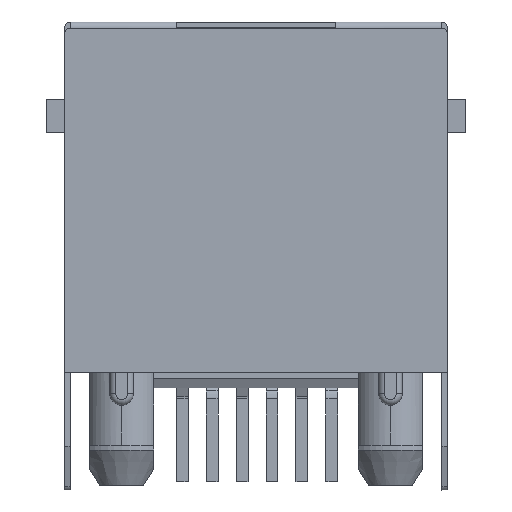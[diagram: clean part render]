
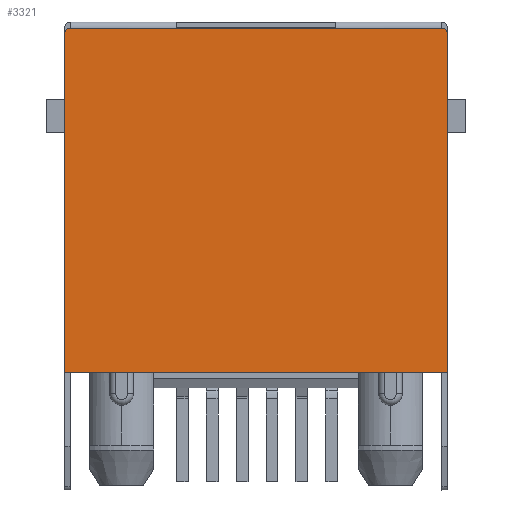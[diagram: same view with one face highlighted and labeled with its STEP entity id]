
A CAD part, front view. The second image highlights one B-rep face of the part: STEP entity #3321.
In plain terms, the highlighted planar face has unit normal (0, -1, 0).
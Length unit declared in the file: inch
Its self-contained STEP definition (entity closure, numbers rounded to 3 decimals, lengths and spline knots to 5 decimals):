
#583 = VERTEX_POINT ( 'NONE', #2373 ) ;
#1067 = AXIS2_PLACEMENT_3D ( 'NONE', #10463, #15279, #26436 ) ;
#2373 = CARTESIAN_POINT ( 'NONE',  ( 0.24745, -0.28984, 1.13701 ) ) ;
#2562 = DIRECTION ( 'NONE',  ( 0., 0., -1. ) ) ;
#2907 = VERTEX_POINT ( 'NONE', #21231 ) ;
#2934 = CARTESIAN_POINT ( 'NONE',  ( -0.39429, -0.28984, 1.13701 ) ) ;
#3297 = ORIENTED_EDGE ( 'NONE', *, *, #17007, .F. ) ;
#3321 = ADVANCED_FACE ( 'NONE', ( #24149 ), #26344, .F. ) ;
#3355 = VECTOR ( 'NONE', #5995, 39.37008 ) ;
#3769 = VECTOR ( 'NONE', #2562, 39.37008 ) ;
#3905 = CIRCLE ( 'NONE', #1067, 0.01024 ) ;
#3981 = ORIENTED_EDGE ( 'NONE', *, *, #18972, .T. ) ;
#4128 = CARTESIAN_POINT ( 'NONE',  ( -0.38405, -0.28984, 1.14724 ) ) ;
#4530 = CARTESIAN_POINT ( 'NONE',  ( -0.38405, -0.28984, 1.13701 ) ) ;
#4895 = VECTOR ( 'NONE', #9983, 39.37008 ) ;
#4968 = AXIS2_PLACEMENT_3D ( 'NONE', #4530, #20198, #8789 ) ;
#4969 = VERTEX_POINT ( 'NONE', #26159 ) ;
#5995 = DIRECTION ( 'NONE',  ( -1., 0., 0. ) ) ;
#6501 = VERTEX_POINT ( 'NONE', #4128 ) ;
#7132 = DIRECTION ( 'NONE',  ( -1., 0., 0. ) ) ;
#7219 = CARTESIAN_POINT ( 'NONE',  ( 0.24745, -0.28984, 1.15748 ) ) ;
#7364 = LINE ( 'NONE', #7219, #3769 ) ;
#8426 = EDGE_CURVE ( 'NONE', #2907, #6501, #16201, .T. ) ;
#8789 = DIRECTION ( 'NONE',  ( -1., 0., 0. ) ) ;
#9471 = ORIENTED_EDGE ( 'NONE', *, *, #28436, .T. ) ;
#9983 = DIRECTION ( 'NONE',  ( 0., 0., -1. ) ) ;
#10422 = ORIENTED_EDGE ( 'NONE', *, *, #13937, .T. ) ;
#10463 = CARTESIAN_POINT ( 'NONE',  ( 0.23721, -0.28984, 1.13701 ) ) ;
#10810 = CARTESIAN_POINT ( 'NONE',  ( 0.24745, -0.28984, 0.57087 ) ) ;
#12551 = VECTOR ( 'NONE', #7132, 39.37008 ) ;
#12570 = DIRECTION ( 'NONE',  ( 0., 1., 0. ) ) ;
#13144 = LINE ( 'NONE', #10810, #3355 ) ;
#13423 = ORIENTED_EDGE ( 'NONE', *, *, #24834, .F. ) ;
#13834 = CIRCLE ( 'NONE', #4968, 0.01024 ) ;
#13864 = CARTESIAN_POINT ( 'NONE',  ( 0.24745, -0.28984, 1.14724 ) ) ;
#13937 = EDGE_CURVE ( 'NONE', #583, #2907, #3905, .T. ) ;
#14748 = CARTESIAN_POINT ( 'NONE',  ( 0.24745, -0.28984, 1.15748 ) ) ;
#14891 = DIRECTION ( 'NONE',  ( 1., 0., 0. ) ) ;
#15279 = DIRECTION ( 'NONE',  ( 0., -1., 0. ) ) ;
#16201 = LINE ( 'NONE', #13864, #12551 ) ;
#17007 = EDGE_CURVE ( 'NONE', #4969, #25888, #13144, .T. ) ;
#18450 = EDGE_LOOP ( 'NONE', ( #19571, #9471, #3981, #3297, #13423, #10422 ) ) ;
#18972 = EDGE_CURVE ( 'NONE', #19515, #25888, #25667, .T. ) ;
#19515 = VERTEX_POINT ( 'NONE', #2934 ) ;
#19571 = ORIENTED_EDGE ( 'NONE', *, *, #8426, .T. ) ;
#20198 = DIRECTION ( 'NONE',  ( 0., -1., 0. ) ) ;
#20847 = CARTESIAN_POINT ( 'NONE',  ( -0.39429, -0.28984, 1.15748 ) ) ;
#21231 = CARTESIAN_POINT ( 'NONE',  ( 0.23721, -0.28984, 1.14724 ) ) ;
#23612 = CARTESIAN_POINT ( 'NONE',  ( -0.39429, -0.28984, 0.57087 ) ) ;
#24149 = FACE_OUTER_BOUND ( 'NONE', #18450, .T. ) ;
#24834 = EDGE_CURVE ( 'NONE', #583, #4969, #7364, .T. ) ;
#25190 = AXIS2_PLACEMENT_3D ( 'NONE', #14748, #12570, #14891 ) ;
#25667 = LINE ( 'NONE', #20847, #4895 ) ;
#25888 = VERTEX_POINT ( 'NONE', #23612 ) ;
#26159 = CARTESIAN_POINT ( 'NONE',  ( 0.24745, -0.28984, 0.57087 ) ) ;
#26344 = PLANE ( 'NONE',  #25190 ) ;
#26436 = DIRECTION ( 'NONE',  ( -1., 0., 0. ) ) ;
#28436 = EDGE_CURVE ( 'NONE', #6501, #19515, #13834, .T. ) ;
